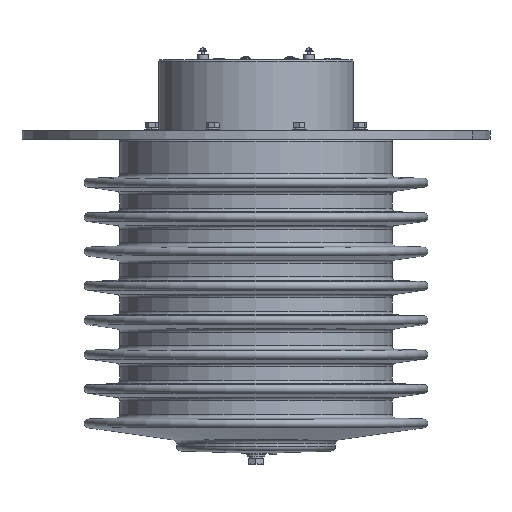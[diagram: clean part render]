
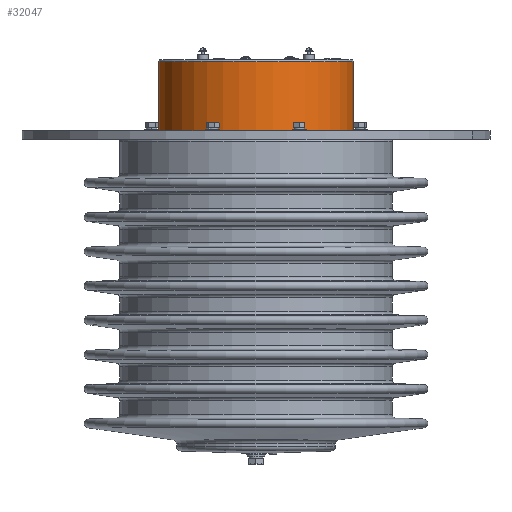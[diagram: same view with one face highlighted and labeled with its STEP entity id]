
A CAD part, front view. The second image highlights one B-rep face of the part: STEP entity #32047.
In plain terms, the highlighted cylindrical face has radius 110 mm (diameter 220 mm), a partial arc.
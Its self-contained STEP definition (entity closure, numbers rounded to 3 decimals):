
#3129 = CARTESIAN_POINT ( 'NONE',  ( -110., 0., 428.36 ) ) ;
#3148 = CARTESIAN_POINT ( 'NONE',  ( -110., 0., 342.36 ) ) ;
#3165 = CARTESIAN_POINT ( 'NONE',  ( 110., 0., 428.36 ) ) ;
#3175 = CARTESIAN_POINT ( 'NONE',  ( 110., 0., 342.36 ) ) ;
#14803 = EDGE_CURVE ( 'NONE', #36693, #36661, #46991, .T. ) ;
#26101 = CIRCLE ( 'NONE', #27829, 110. ) ;
#26103 = LINE ( 'NONE', #27514, #26122 ) ;
#26122 = VECTOR ( 'NONE', #27557, 1000. ) ;
#26167 = VECTOR ( 'NONE', #27704, 1000. ) ;
#26169 = LINE ( 'NONE', #27705, #26167 ) ;
#27514 = CARTESIAN_POINT ( 'NONE',  ( 110., 0., 430.36 ) ) ;
#27557 = DIRECTION ( 'NONE',  ( 0., 0., -1. ) ) ;
#27570 = CARTESIAN_POINT ( 'NONE',  ( 0., 0., 342.36 ) ) ;
#27583 = DIRECTION ( 'NONE',  ( 0., 0., 1. ) ) ;
#27593 = DIRECTION ( 'NONE',  ( 1., 0., 0. ) ) ;
#27704 = DIRECTION ( 'NONE',  ( 0., 0., -1. ) ) ;
#27705 = CARTESIAN_POINT ( 'NONE',  ( -110., 0., 430.36 ) ) ;
#27829 = AXIS2_PLACEMENT_3D ( 'NONE', #27570, #27583, #27593 ) ;
#32047 = ADVANCED_FACE ( 'NONE', ( #57398 ), #57473, .T. ) ;
#36200 = EDGE_LOOP ( 'NONE', ( #41130, #39604, #41147, #41171 ) ) ;
#36653 = VERTEX_POINT ( 'NONE', #3175 ) ;
#36661 = VERTEX_POINT ( 'NONE', #3129 ) ;
#36677 = VERTEX_POINT ( 'NONE', #3148 ) ;
#36693 = VERTEX_POINT ( 'NONE', #3165 ) ;
#39604 = ORIENTED_EDGE ( 'NONE', *, *, #14803, .T. ) ;
#41130 = ORIENTED_EDGE ( 'NONE', *, *, #73032, .F. ) ;
#41147 = ORIENTED_EDGE ( 'NONE', *, *, #73148, .T. ) ;
#41171 = ORIENTED_EDGE ( 'NONE', *, *, #73050, .T. ) ;
#45434 = AXIS2_PLACEMENT_3D ( 'NONE', #48773, #48750, #48742 ) ;
#46991 = CIRCLE ( 'NONE', #45434, 110. ) ;
#48742 = DIRECTION ( 'NONE',  ( 1., 0., 0. ) ) ;
#48750 = DIRECTION ( 'NONE',  ( 0., 0., -1. ) ) ;
#48773 = CARTESIAN_POINT ( 'NONE',  ( 0., 0., 428.36 ) ) ;
#57398 = FACE_OUTER_BOUND ( 'NONE', #36200, .T. ) ;
#57473 = CYLINDRICAL_SURFACE ( 'NONE', #68198, 110. ) ;
#59239 = DIRECTION ( 'NONE',  ( -1., 0., 0. ) ) ;
#59273 = CARTESIAN_POINT ( 'NONE',  ( 0., 0., 430.36 ) ) ;
#59274 = DIRECTION ( 'NONE',  ( 0., 0., -1. ) ) ;
#68198 = AXIS2_PLACEMENT_3D ( 'NONE', #59273, #59274, #59239 ) ;
#73032 = EDGE_CURVE ( 'NONE', #36693, #36653, #26103, .T. ) ;
#73050 = EDGE_CURVE ( 'NONE', #36677, #36653, #26101, .T. ) ;
#73148 = EDGE_CURVE ( 'NONE', #36661, #36677, #26169, .T. ) ;
